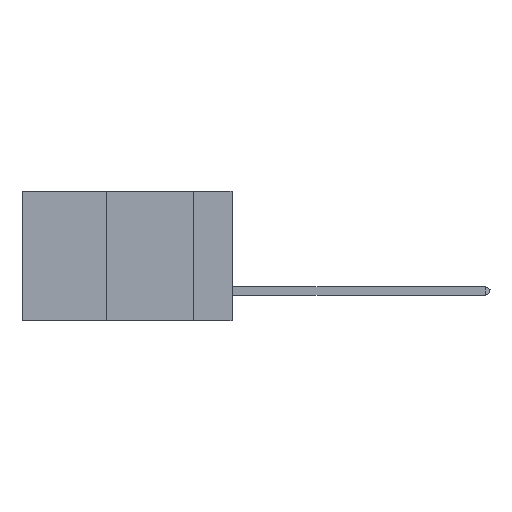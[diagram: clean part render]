
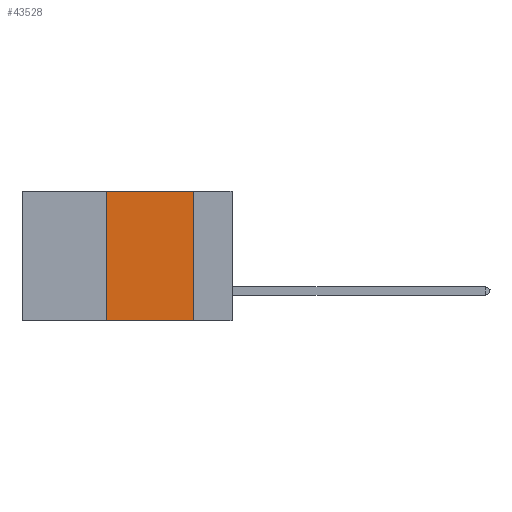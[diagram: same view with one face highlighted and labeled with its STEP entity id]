
A CAD part, left-side view. The second image highlights one B-rep face of the part: STEP entity #43528.
In plain terms, the highlighted planar face has unit normal (-1, 0, 0).
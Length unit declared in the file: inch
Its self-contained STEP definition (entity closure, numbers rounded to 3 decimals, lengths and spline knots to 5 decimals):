
#605 = ORIENTED_EDGE ( 'NONE', *, *, #22559, .F. ) ;
#2718 = EDGE_LOOP ( 'NONE', ( #21933, #25444, #605, #11945 ) ) ;
#2883 = CARTESIAN_POINT ( 'NONE',  ( 0., 0.6, 0. ) ) ;
#3418 = LINE ( 'NONE', #2883, #33199 ) ;
#7292 = VECTOR ( 'NONE', #14916, 39.37008 ) ;
#8276 = DIRECTION ( 'NONE',  ( 0., 0., -1. ) ) ;
#8760 = CARTESIAN_POINT ( 'NONE',  ( 0., 0.6, 0. ) ) ;
#9664 = LINE ( 'NONE', #43318, #19067 ) ;
#11945 = ORIENTED_EDGE ( 'NONE', *, *, #46498, .T. ) ;
#12409 = DIRECTION ( 'NONE',  ( 1., 0., 0. ) ) ;
#12768 = LINE ( 'NONE', #35204, #7292 ) ;
#14753 = VERTEX_POINT ( 'NONE', #49068 ) ;
#14916 = DIRECTION ( 'NONE',  ( 0., -1., 0. ) ) ;
#19067 = VECTOR ( 'NONE', #39326, 39.37008 ) ;
#21151 = VERTEX_POINT ( 'NONE', #45338 ) ;
#21845 = EDGE_CURVE ( 'NONE', #45015, #21151, #3418, .T. ) ;
#21933 = ORIENTED_EDGE ( 'NONE', *, *, #33899, .F. ) ;
#22559 = EDGE_CURVE ( 'NONE', #14753, #45015, #28766, .T. ) ;
#22640 = AXIS2_PLACEMENT_3D ( 'NONE', #8760, #12409, #8276 ) ;
#23865 = VECTOR ( 'NONE', #33032, 39.37008 ) ;
#24075 = CARTESIAN_POINT ( 'NONE',  ( 0., 0.36, 0. ) ) ;
#25444 = ORIENTED_EDGE ( 'NONE', *, *, #21845, .F. ) ;
#26866 = DIRECTION ( 'NONE',  ( 0., -1., 0. ) ) ;
#28766 = LINE ( 'NONE', #24075, #23865 ) ;
#32464 = VERTEX_POINT ( 'NONE', #46229 ) ;
#32521 = PLANE ( 'NONE',  #22640 ) ;
#33032 = DIRECTION ( 'NONE',  ( 0., 0., 1. ) ) ;
#33199 = VECTOR ( 'NONE', #26866, 39.37008 ) ;
#33899 = EDGE_CURVE ( 'NONE', #21151, #32464, #9664, .T. ) ;
#35189 = FACE_OUTER_BOUND ( 'NONE', #2718, .T. ) ;
#35204 = CARTESIAN_POINT ( 'NONE',  ( 0., 0.6, -0.37 ) ) ;
#39326 = DIRECTION ( 'NONE',  ( 0., 0., -1. ) ) ;
#43318 = CARTESIAN_POINT ( 'NONE',  ( 0., 0.11, 0. ) ) ;
#43528 = ADVANCED_FACE ( 'NONE', ( #35189 ), #32521, .F. ) ;
#45015 = VERTEX_POINT ( 'NONE', #51164 ) ;
#45338 = CARTESIAN_POINT ( 'NONE',  ( 0., 0.11, 0. ) ) ;
#46229 = CARTESIAN_POINT ( 'NONE',  ( 0., 0.11, -0.37 ) ) ;
#46498 = EDGE_CURVE ( 'NONE', #14753, #32464, #12768, .T. ) ;
#49068 = CARTESIAN_POINT ( 'NONE',  ( 0., 0.36, -0.37 ) ) ;
#51164 = CARTESIAN_POINT ( 'NONE',  ( 0., 0.36, 0. ) ) ;
